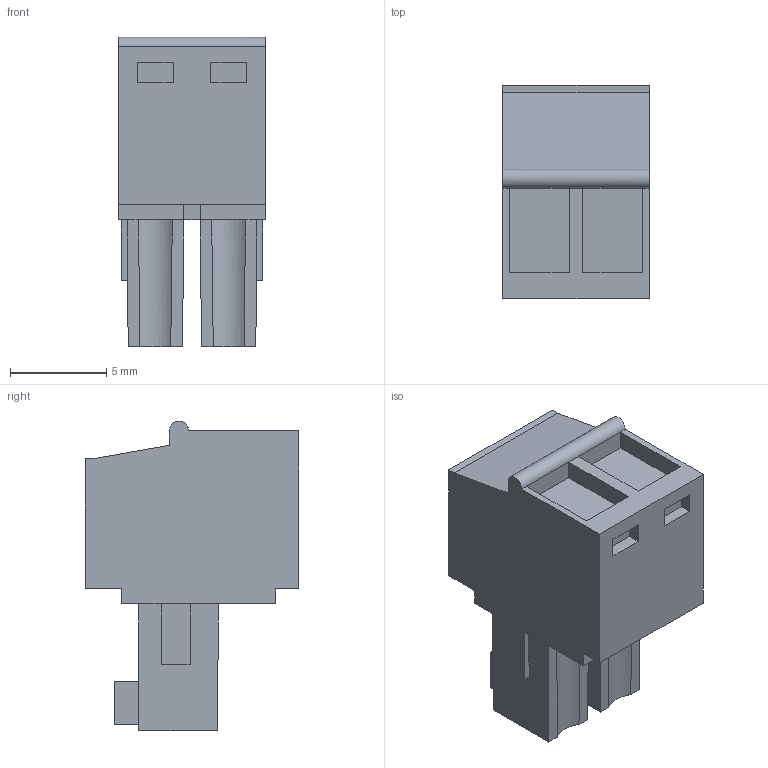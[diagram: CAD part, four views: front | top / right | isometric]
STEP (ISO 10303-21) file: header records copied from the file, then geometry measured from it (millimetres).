
FILE_DESCRIPTION(('CATIA V5 STEP','CAx-IF Rec.Pracs.--- Model Styling and Organization---1.2---2011-12-15'),'2;1');
FILE_NAME ('D1456220_0_1792770000_1792770000.stp','2017-04-14T12:59:15+00:00',('none'),('Weidmueller'),'CATIA Version 5-6 Release 2014','CATIA V5 STEP AP214','none');
FILE_SCHEMA(('AUTOMOTIVE_DESIGN { 1 0 10303 214 1 1 1 1 }'));
Length unit declared in the file: millimetre
Products named in the file (1): 1792770000
Bounding box: 7.62 x 11.1 x 16.1 mm (x, y, z)
Volume: 788.7 mm3; surface area: 865.6 mm2
Topology: 3 solids, 3 shells, 114 faces, 285 edges, 187 vertices
Faces by surface type: plane 97, cylinder 17
Entity records: 3330 total; most frequent: CARTESIAN_POINT 632, ORIENTED_EDGE 570, DIRECTION 484, EDGE_CURVE 285, VECTOR 239, LINE 239, VERTEX_POINT 187, AXIS2_PLACEMENT_3D 142
